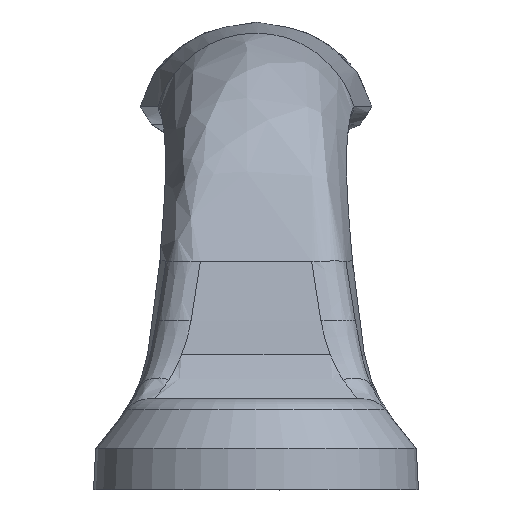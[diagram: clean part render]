
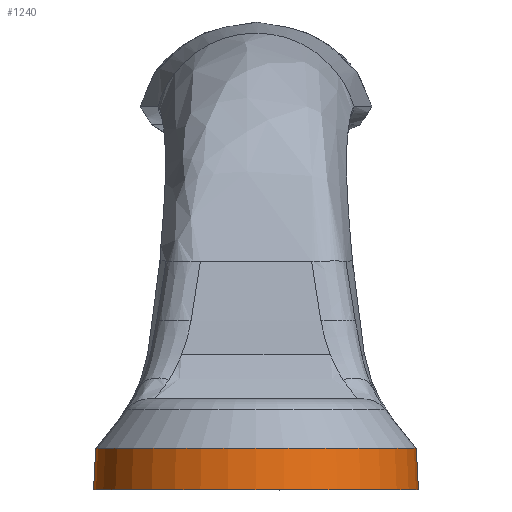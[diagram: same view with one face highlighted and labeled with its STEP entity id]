
A CAD part, left-side view. The second image highlights one B-rep face of the part: STEP entity #1240.
In plain terms, the highlighted conical face has half-angle 3 degrees and reference radius 11.035 mm.
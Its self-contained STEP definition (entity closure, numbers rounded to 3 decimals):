
#21=CONICAL_SURFACE('',#1307,11.035,3.);
#70=LINE('',#5444,#111);
#71=LINE('',#5446,#112);
#111=VECTOR('',#1437,2.829);
#112=VECTOR('',#1438,2.829);
#159=CIRCLE('',#1296,11.05);
#166=CIRCLE('',#1308,10.902);
#225=FACE_OUTER_BOUND('',#307,.T.);
#307=EDGE_LOOP('',(#1039,#1040,#1041,#1042));
#545=VERTEX_POINT('',#5159);
#546=VERTEX_POINT('',#5161);
#567=VERTEX_POINT('',#5443);
#568=VERTEX_POINT('',#5445);
#709=EDGE_CURVE('',#545,#546,#159,.T.);
#736=EDGE_CURVE('',#567,#546,#70,.T.);
#737=EDGE_CURVE('',#545,#568,#71,.T.);
#738=EDGE_CURVE('',#568,#567,#166,.T.);
#1039=ORIENTED_EDGE('',*,*,#736,.T.);
#1040=ORIENTED_EDGE('',*,*,#709,.F.);
#1041=ORIENTED_EDGE('',*,*,#737,.T.);
#1042=ORIENTED_EDGE('',*,*,#738,.T.);
#1240=ADVANCED_FACE('',(#225),#21,.T.);
#1296=AXIS2_PLACEMENT_3D('',#5162,#1407,#1408);
#1307=AXIS2_PLACEMENT_3D('',#5442,#1435,#1436);
#1308=AXIS2_PLACEMENT_3D('',#5447,#1439,#1440);
#1407=DIRECTION('center_axis',(0.,0.,-1.));
#1408=DIRECTION('ref_axis',(0.,1.,0.));
#1435=DIRECTION('center_axis',(0.,0.,
-1.));
#1436=DIRECTION('ref_axis',(-0.22,0.976,0.));
#1437=DIRECTION('',(0.,0.052,-0.999));
#1438=DIRECTION('',(0.,0.052,0.999));
#1439=DIRECTION('center_axis',(0.,0.,-1.));
#1440=DIRECTION('ref_axis',(0.,1.,0.));
#5159=CARTESIAN_POINT('',(-69.664,49.018,0.));
#5161=CARTESIAN_POINT('',(-69.664,71.118,0.));
#5162=CARTESIAN_POINT('Origin',(-69.664,60.068,0.));
#5442=CARTESIAN_POINT('Origin',(-69.664,60.068,0.282));
#5443=CARTESIAN_POINT('',(-69.664,70.97,2.825));
#5444=CARTESIAN_POINT('',(-69.664,70.97,2.825));
#5445=CARTESIAN_POINT('',(-69.664,49.166,2.825));
#5446=CARTESIAN_POINT('',(-69.664,49.018,0.));
#5447=CARTESIAN_POINT('Origin',(-69.664,60.068,2.825));
